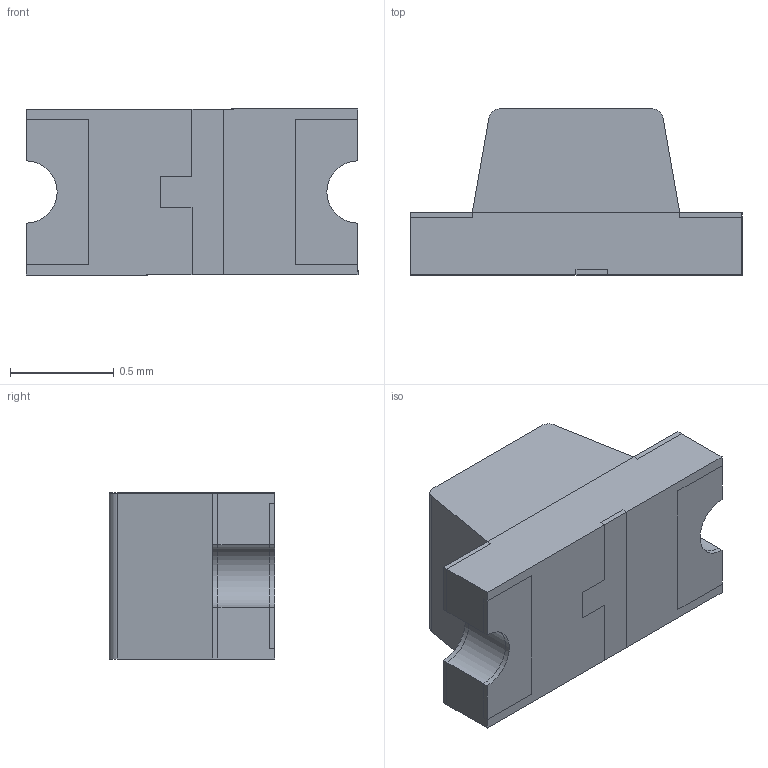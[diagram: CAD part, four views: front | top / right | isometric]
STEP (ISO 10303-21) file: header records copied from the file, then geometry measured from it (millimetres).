
FILE_DESCRIPTION (( 'STEP AP214' ), '1' );
FILE_NAME ('HSMG-C190.STEP', '2021-01-26T09:37:57', ( '' ), ( '' ), 'SwSTEP 2.0', 'SolidWorks 2017', '' );
FILE_SCHEMA (( 'AUTOMOTIVE_DESIGN' ));
Length unit declared in the file: millimetre
Products named in the file (1): HSMG-C190
Bounding box: 1.6 x 0.8 x 0.8 mm (x, y, z)
Volume: 0.7 mm3; surface area: 9.2 mm2
Topology: 7 solids, 7 shells, 85 faces, 210 edges, 140 vertices
Faces by surface type: plane 73, cylinder 12
Entity records: 2580 total; most frequent: CARTESIAN_POINT 436, ORIENTED_EDGE 420, DIRECTION 406, EDGE_CURVE 210, LINE 186, VECTOR 186, VERTEX_POINT 140, AXIS2_PLACEMENT_3D 110
